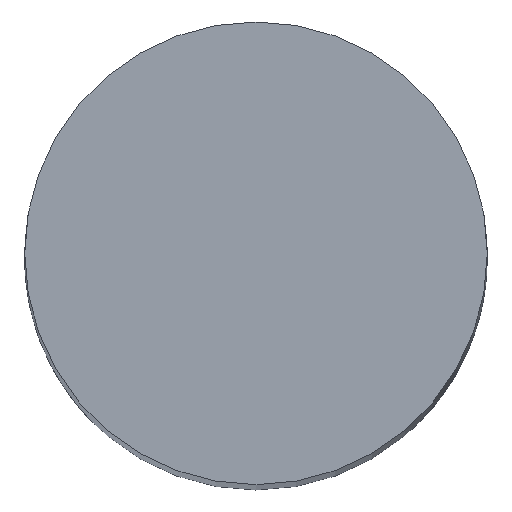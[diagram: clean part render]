
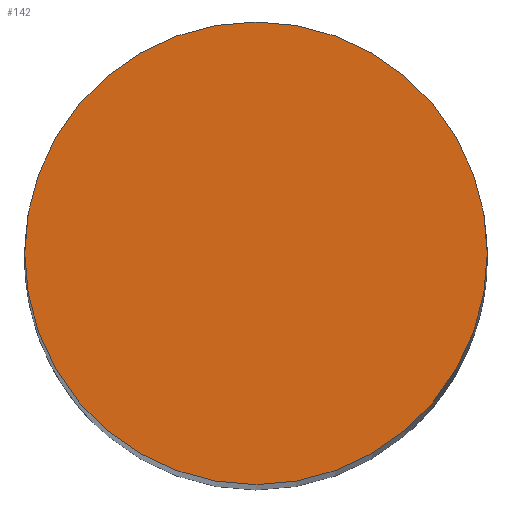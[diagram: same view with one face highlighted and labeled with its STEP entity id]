
A CAD part, top view. The second image highlights one B-rep face of the part: STEP entity #142.
In plain terms, the highlighted planar face has unit normal (0, 0, 1).
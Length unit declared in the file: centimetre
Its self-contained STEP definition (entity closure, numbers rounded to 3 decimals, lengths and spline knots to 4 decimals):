
#11 = DIRECTION ( 'NONE',  ( 1., 0., 0. ) ) ;
#44 = EDGE_LOOP ( 'NONE', ( #309, #376 ) ) ;
#64 = CARTESIAN_POINT ( 'NONE',  ( 0., 0., 10. ) ) ;
#83 = AXIS2_PLACEMENT_3D ( 'NONE', #290, #211, #11 ) ;
#86 = EDGE_CURVE ( 'NONE', #399, #334, #390, .T. ) ;
#136 = CIRCLE ( 'NONE', #356, 0.75 ) ;
#142 = ADVANCED_FACE ( 'NONE', ( #247 ), #183, .T. ) ;
#155 = AXIS2_PLACEMENT_3D ( 'NONE', #64, #216, #269 ) ;
#183 = PLANE ( 'NONE',  #83 ) ;
#189 = DIRECTION ( 'NONE',  ( 0., 0., 1. ) ) ;
#211 = DIRECTION ( 'NONE',  ( 0., 0., 1. ) ) ;
#216 = DIRECTION ( 'NONE',  ( 0., 0., 1. ) ) ;
#247 = FACE_OUTER_BOUND ( 'NONE', #44, .T. ) ;
#262 = CARTESIAN_POINT ( 'NONE',  ( -0.75, 0., 10. ) ) ;
#269 = DIRECTION ( 'NONE',  ( 1., 0., 0. ) ) ;
#290 = CARTESIAN_POINT ( 'NONE',  ( 0., 0., 10. ) ) ;
#292 = CARTESIAN_POINT ( 'NONE',  ( 0.75, 0., 10. ) ) ;
#309 = ORIENTED_EDGE ( 'NONE', *, *, #86, .T. ) ;
#320 = EDGE_CURVE ( 'NONE', #334, #399, #136, .T. ) ;
#334 = VERTEX_POINT ( 'NONE', #292 ) ;
#356 = AXIS2_PLACEMENT_3D ( 'NONE', #363, #189, #396 ) ;
#363 = CARTESIAN_POINT ( 'NONE',  ( 0., 0., 10. ) ) ;
#376 = ORIENTED_EDGE ( 'NONE', *, *, #320, .T. ) ;
#390 = CIRCLE ( 'NONE', #155, 0.75 ) ;
#396 = DIRECTION ( 'NONE',  ( 1., 0., 0. ) ) ;
#399 = VERTEX_POINT ( 'NONE', #262 ) ;
